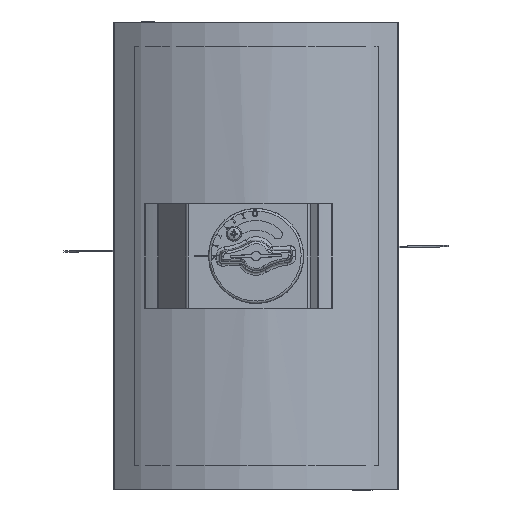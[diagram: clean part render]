
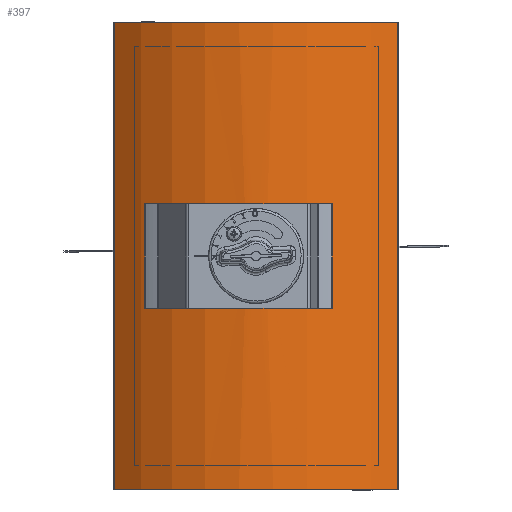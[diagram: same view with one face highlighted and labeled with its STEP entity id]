
A CAD part, left-side view. The second image highlights one B-rep face of the part: STEP entity #397.
In plain terms, the highlighted cylindrical face has radius 131.9 mm (diameter 263.8 mm), a partial arc.
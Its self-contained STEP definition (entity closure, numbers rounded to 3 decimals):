
#198=CARTESIAN_POINT('',(-131.9,0.,6.));
#199=VERTEX_POINT('',#198);
#207=CARTESIAN_POINT('',(-131.9,0.,6.));
#208=CARTESIAN_POINT('',(-131.9,-1.731,6.));
#209=CARTESIAN_POINT('',(-131.86,-3.446,5.214));
#210=CARTESIAN_POINT('',(-131.821,-4.572,3.905));
#211=CARTESIAN_POINT('',(-131.782,-5.691,2.603));
#212=CARTESIAN_POINT('',(-131.754,-6.209,0.807));
#213=CARTESIAN_POINT('',(-131.766,-5.955,-0.888));
#214=CARTESIAN_POINT('',(-131.777,-5.701,-2.581));
#215=CARTESIAN_POINT('',(-131.825,-4.681,-4.144));
#216=CARTESIAN_POINT('',(-131.86,-3.232,-5.063));
#217=CARTESIAN_POINT('',(-131.896,-1.791,-5.976));
#218=CARTESIAN_POINT('',(-131.91,0.052,-6.237));
#219=CARTESIAN_POINT('',(-131.889,1.692,-5.758));
#220=CARTESIAN_POINT('',(-131.868,3.348,-5.275));
#221=CARTESIAN_POINT('',(-131.816,4.769,-4.047));
#222=CARTESIAN_POINT('',(-131.786,5.482,-2.482));
#223=CARTESIAN_POINT('',(-131.757,6.189,-0.93));
#224=CARTESIAN_POINT('',(-131.757,6.19,0.927));
#225=CARTESIAN_POINT('',(-131.786,5.483,2.48));
#226=CARTESIAN_POINT('',(-131.815,4.774,4.037));
#227=CARTESIAN_POINT('',(-131.867,3.364,5.262));
#228=CARTESIAN_POINT('',(-131.889,1.719,5.751));
#229=CARTESIAN_POINT('',(-131.896,1.162,5.916));
#230=CARTESIAN_POINT('',(-131.9,0.581,6.));
#231=CARTESIAN_POINT('',(-131.9,0.,6.));
#232=B_SPLINE_CURVE_WITH_KNOTS('',3,(#207,#208,#209,#210,#211,#212,#213,#214,#215,#216,#217,#218,#219,#220,#221,#222,#223,#224,#225,#226,#227,#228,#229,#230,#231),.UNSPECIFIED.,.T.,.U.,(4,3,3,3,3,3,3,3,4),(-3.142,-2.279,-1.422,-0.567,0.285,1.144,1.997,2.852,3.142),.UNSPECIFIED.);
#233=EDGE_CURVE('',#199,#199,#232,.T.);
#255=CARTESIAN_POINT('',(-98.162,88.101,145.));
#256=VERTEX_POINT('',#255);
#263=CARTESIAN_POINT('',(-98.162,-88.101,145.0));
#264=VERTEX_POINT('',#263);
#265=CARTESIAN_POINT('',(0.,0.,145.));
#266=DIRECTION('',(0.,0.,1.0));
#267=DIRECTION('',(-0.744,0.668,0.));
#268=AXIS2_PLACEMENT_3D('',#265,#266,#267);
#269=CIRCLE('',#268,131.9);
#270=EDGE_CURVE('',#256,#264,#269,.T.);
#294=CARTESIAN_POINT('',(-98.162,88.101,-145.));
#295=VERTEX_POINT('',#294);
#302=CARTESIAN_POINT('',(-98.162,88.101,-145.));
#303=DIRECTION('',(0.0,0.0,1.0));
#304=VECTOR('',#303,290.0);
#305=LINE('',#302,#304);
#306=EDGE_CURVE('',#295,#256,#305,.T.);
#326=CARTESIAN_POINT('',(-98.162,-88.101,-145.));
#327=VERTEX_POINT('',#326);
#334=CARTESIAN_POINT('',(0.,0.,-145.));
#335=DIRECTION('',(0.,0.,1.0));
#336=DIRECTION('',(-0.744,0.668,0.));
#337=AXIS2_PLACEMENT_3D('',#334,#335,#336);
#338=CIRCLE('',#337,131.9);
#339=EDGE_CURVE('',#295,#327,#338,.T.);
#357=CARTESIAN_POINT('',(-98.162,-88.101,-145.));
#358=DIRECTION('',(0.0,0.0,1.0));
#359=VECTOR('',#358,290.);
#360=LINE('',#357,#359);
#361=EDGE_CURVE('',#327,#264,#360,.T.);
#383=CARTESIAN_POINT('',(0.,0.,0.));
#384=DIRECTION('',(0.,0.,1.0));
#385=DIRECTION('',(-0.744,0.668,0.));
#386=AXIS2_PLACEMENT_3D('',#383,#384,#385);
#387=CYLINDRICAL_SURFACE('',#386,131.9);
#388=ORIENTED_EDGE('',*,*,#233,.T.);
#389=EDGE_LOOP('',(#388));
#390=FACE_OUTER_BOUND('',#389,.T.);
#391=ORIENTED_EDGE('',*,*,#361,.T.);
#392=ORIENTED_EDGE('',*,*,#270,.F.);
#393=ORIENTED_EDGE('',*,*,#306,.F.);
#394=ORIENTED_EDGE('',*,*,#339,.T.);
#395=EDGE_LOOP('',(#391,#392,#393,#394));
#396=FACE_BOUND('',#395,.T.);
#397=ADVANCED_FACE('',(#390,#396),#387,.T.);
